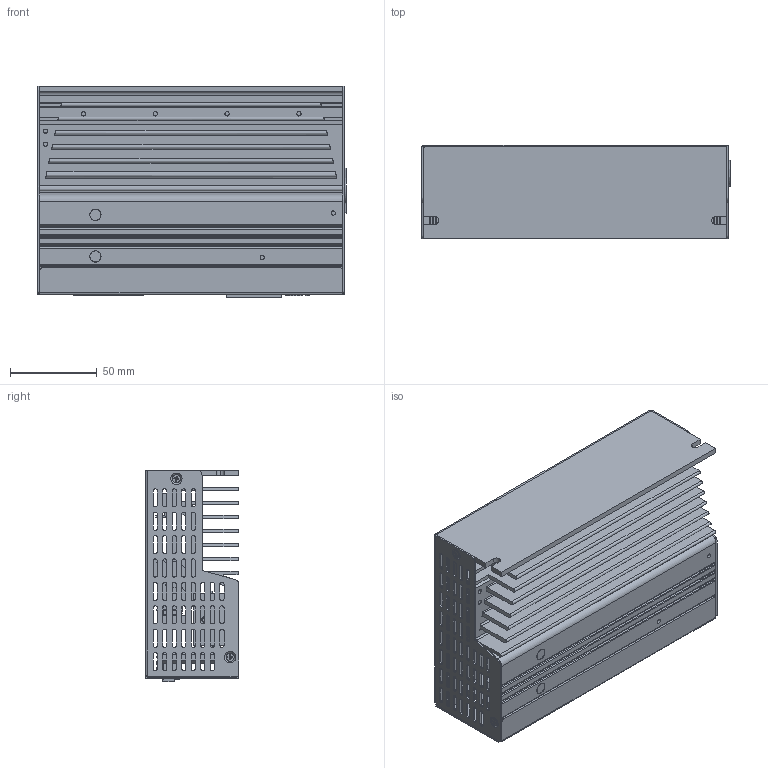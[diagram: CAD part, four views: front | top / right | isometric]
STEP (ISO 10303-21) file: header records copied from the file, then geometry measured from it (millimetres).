
FILE_DESCRIPTION (( 'STEP AP214' ), '1' );
FILE_NAME ('SRAC4蚾饜极.STEP', '2017-09-30T01:44:12', ( '' ), ( '' ), 'SwSTEP 2.0', 'SolidWorks 2014', '' );
FILE_SCHEMA (( 'AUTOMOTIVE_DESIGN' ));
Length unit declared in the file: millimetre
Products named in the file (46): SRAC4(HEAT SINK); SRAC8裔啣; SRAC8导热片(整流桥); STEAC1鞠褒蹟翐(40mm); SRAC8导热片; SRAC8导热条; SRAC8奻裔; C-1-794526-1; 10PINр瑩羲壽; countersunk flat head cross recess screw_iso; SRAC8(PCB)蚾饜极; 1793180000; P65THR; MANIFOLD_SOLID_BREP_19908; SL508890B32SNOR1510960000; ST-STP35NF10; bracket; SRAC8(PCB); SQM10AJB-100R; SRAC4蚾饜极; M3x8(麥芛); countersunk flat head cross recess screw_iso_PreviewCfg
Assembly tree (26 placements, depth 3):
  SRAC8裔啣
  STEAC1鞠褒蹟翐(40mm)
  STEAC1鞠褒蹟翐(40mm)
  SRAC8导热条
  SRAC8奻裔
Bounding box: 178 x 54 x 122.2 mm (x, y, z)
Volume: 315590.4 mm3; surface area: 276861.4 mm2
Topology: 25 solids, 25 shells, 2135 faces, 5670 edges, 3696 vertices
Faces by surface type: plane 1505, cylinder 544, cone 70, torus 12, bspline 4
Entity records: 58276 total; most frequent: CARTESIAN_POINT 10354, ORIENTED_EDGE 9524, DIRECTION 9189, EDGE_CURVE 4762, LINE 3539, VECTOR 3539, VERTEX_POINT 3130, AXIS2_PLACEMENT_3D 2825
